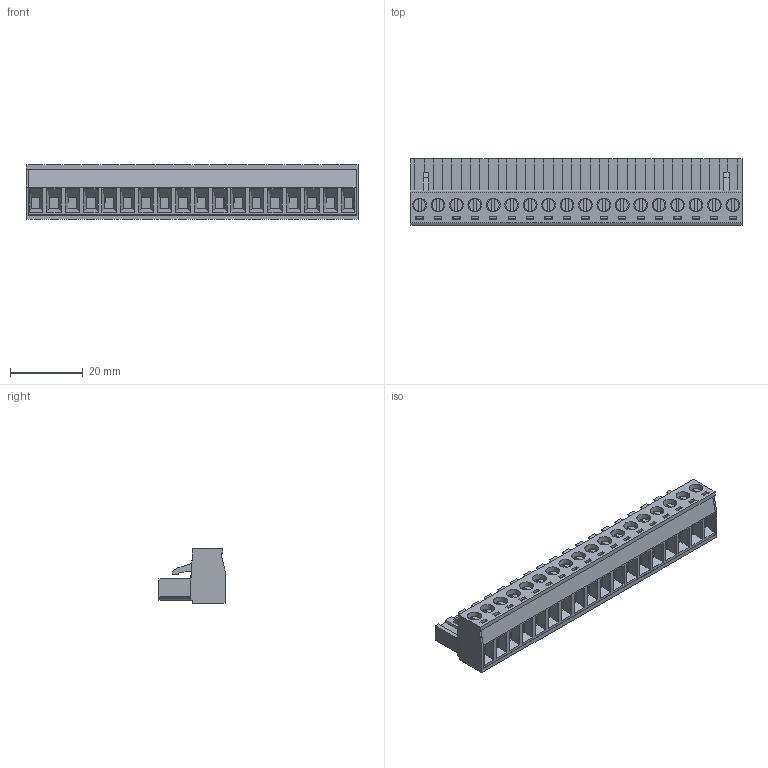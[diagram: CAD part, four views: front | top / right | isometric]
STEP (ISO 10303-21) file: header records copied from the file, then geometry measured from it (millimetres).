
FILE_DESCRIPTION(/* description */ ('Unknown'),/* implementation_level */ '2;1');
FILE_NAME(/* name */ '691351500018',/* time_stamp */ '2021-01-04T16:14:02+01:00',/* author */ ('Unknown'),/* organization */ ('Unknown'),/* preprocessor_version */ 'ST-DEVELOPER v16.7',/* originating_system */ 'DEX',/* authorisation */ $);
FILE_SCHEMA (('AUTOMOTIVE_DESIGN {1 0 10303 214 3 1 1}'));
Length unit declared in the file: millimetre
Products named in the file (6): 6913515000xx; 691351500018; 6913515000xx_CAGE; 6913515000xx_PIN; 6913515000xx_VIS; 691351500018_CAPOT
Assembly tree (56 placements, depth 2):
  6913515000xx
    691351500018
    6913515000xx_CAGE  x18
    6913515000xx_PIN  x18
    6913515000xx_VIS  x18
    691351500018_CAPOT
Bounding box: 91.54 x 18.2 x 15.1 mm (x, y, z)
Volume: 10278 mm3; surface area: 27710.1 mm2
Topology: 56 solids, 56 shells, 4154 faces, 11281 edges, 7364 vertices
Faces by surface type: plane 3064, cylinder 1000, torus 54, cone 36
Full cylindrical faces by diameter (mm): 1.6 x18, 2.2 x18, 2.5 x18, 2.9 x18, 2.95 x18, 3 x18, 3.8 x36
Entity records: 63748 total; most frequent: CARTESIAN_POINT 11173, ORIENTED_EDGE 10866, DIRECTION 10142, EDGE_CURVE 5433, LINE 4940, VECTOR 4940, VERTEX_POINT 3584, AXIS2_PLACEMENT_3D 2601
